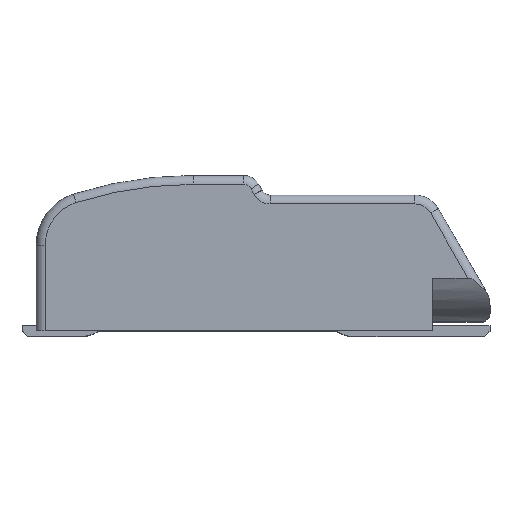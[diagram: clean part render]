
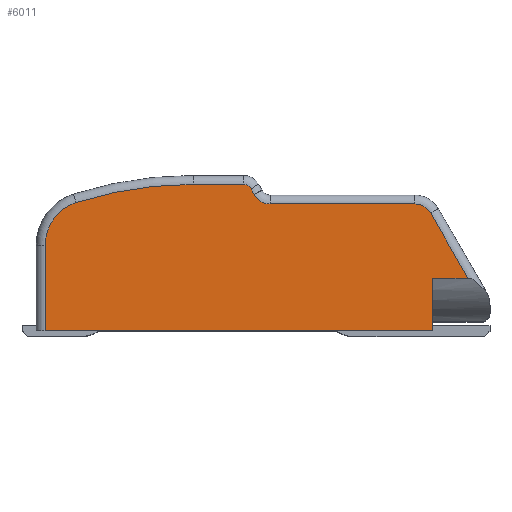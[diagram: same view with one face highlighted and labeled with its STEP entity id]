
A CAD part, top view. The second image highlights one B-rep face of the part: STEP entity #6011.
In plain terms, the highlighted planar face has unit normal (0, 0, 1).
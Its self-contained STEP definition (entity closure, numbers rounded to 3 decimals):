
#208=CIRCLE('',#6311,0.5);
#209=CIRCLE('',#6312,0.5);
#210=CIRCLE('',#6313,0.25);
#211=CIRCLE('',#6314,10.75);
#212=CIRCLE('',#6315,1.25);
#615=ORIENTED_EDGE('',*,*,#1888,.T.);
#616=ORIENTED_EDGE('',*,*,#1889,.T.);
#617=ORIENTED_EDGE('',*,*,#1890,.T.);
#618=ORIENTED_EDGE('',*,*,#1891,.T.);
#619=ORIENTED_EDGE('',*,*,#1892,.T.);
#620=ORIENTED_EDGE('',*,*,#1893,.T.);
#621=ORIENTED_EDGE('',*,*,#1894,.T.);
#622=ORIENTED_EDGE('',*,*,#1895,.T.);
#623=ORIENTED_EDGE('',*,*,#1896,.T.);
#624=ORIENTED_EDGE('',*,*,#1897,.T.);
#625=ORIENTED_EDGE('',*,*,#1898,.T.);
#626=ORIENTED_EDGE('',*,*,#1899,.T.);
#627=ORIENTED_EDGE('',*,*,#1900,.T.);
#1888=EDGE_CURVE('',#2513,#2514,#2899,.T.);
#1889=EDGE_CURVE('',#2514,#2515,#2900,.T.);
#1890=EDGE_CURVE('',#2515,#2516,#2901,.T.);
#1891=EDGE_CURVE('',#2516,#2517,#208,.T.);
#1892=EDGE_CURVE('',#2517,#2518,#2902,.T.);
#1893=EDGE_CURVE('',#2518,#2519,#209,.F.);
#1894=EDGE_CURVE('',#2519,#2520,#2903,.T.);
#1895=EDGE_CURVE('',#2520,#2521,#210,.T.);
#1896=EDGE_CURVE('',#2521,#2522,#2904,.T.);
#1897=EDGE_CURVE('',#2522,#2523,#211,.T.);
#1898=EDGE_CURVE('',#2523,#2524,#212,.T.);
#1899=EDGE_CURVE('',#2524,#2525,#2905,.T.);
#1900=EDGE_CURVE('',#2525,#2513,#2906,.T.);
#2513=VERTEX_POINT('',#8491);
#2514=VERTEX_POINT('',#8492);
#2515=VERTEX_POINT('',#8494);
#2516=VERTEX_POINT('',#8496);
#2517=VERTEX_POINT('',#8498);
#2518=VERTEX_POINT('',#8500);
#2519=VERTEX_POINT('',#8502);
#2520=VERTEX_POINT('',#8504);
#2521=VERTEX_POINT('',#8506);
#2522=VERTEX_POINT('',#8508);
#2523=VERTEX_POINT('',#8510);
#2524=VERTEX_POINT('',#8512);
#2525=VERTEX_POINT('',#8514);
#2899=LINE('',#8490,#3321);
#2900=LINE('',#8493,#3322);
#2901=LINE('',#8495,#3323);
#2902=LINE('',#8499,#3324);
#2903=LINE('',#8503,#3325);
#2904=LINE('',#8507,#3326);
#2905=LINE('',#8513,#3327);
#2906=LINE('',#8515,#3328);
#3321=VECTOR('',#6984,1000.);
#3322=VECTOR('',#6985,1000.);
#3323=VECTOR('',#6986,1000.);
#3324=VECTOR('',#6989,1000.);
#3325=VECTOR('',#6992,1000.);
#3326=VECTOR('',#6995,1000.);
#3327=VECTOR('',#7000,1000.);
#3328=VECTOR('',#7001,1000.);
#3656=EDGE_LOOP('',(#615,#616,#617,#618,#619,#620,#621,#622,#623,#624,#625,
#626,#627));
#3910=FACE_BOUND('',#3656,.T.);
#4141=PLANE('',#6310);
#6011=ADVANCED_FACE('',(#3910),#4141,.T.);
#6310=AXIS2_PLACEMENT_3D('',#8489,#6982,#6983);
#6311=AXIS2_PLACEMENT_3D('',#8497,#6987,#6988);
#6312=AXIS2_PLACEMENT_3D('',#8501,#6990,#6991);
#6313=AXIS2_PLACEMENT_3D('',#8505,#6993,#6994);
#6314=AXIS2_PLACEMENT_3D('',#8509,#6996,#6997);
#6315=AXIS2_PLACEMENT_3D('',#8511,#6998,#6999);
#6982=DIRECTION('',(0.,0.,1.));
#6983=DIRECTION('',(1.,0.,0.));
#6984=DIRECTION('',(0.,1.,0.));
#6985=DIRECTION('',(1.,0.,0.));
#6986=DIRECTION('',(-0.5,0.866,0.));
#6987=DIRECTION('',(0.,0.,1.));
#6988=DIRECTION('',(1.,0.,0.));
#6989=DIRECTION('',(-1.,0.,0.));
#6990=DIRECTION('',(0.,0.,1.));
#6991=DIRECTION('',(1.,0.,0.));
#6992=DIRECTION('',(-0.5,0.866,0.));
#6993=DIRECTION('',(0.,0.,1.));
#6994=DIRECTION('',(1.,0.,0.));
#6995=DIRECTION('',(-1.,0.,0.));
#6996=DIRECTION('',(0.,0.,1.));
#6997=DIRECTION('',(1.,0.,0.));
#6998=DIRECTION('',(0.,0.,1.));
#6999=DIRECTION('',(1.,0.,0.));
#7000=DIRECTION('',(0.,-1.,0.));
#7001=DIRECTION('',(1.,0.,0.));
#8489=CARTESIAN_POINT('',(-11.2,2.4,7.9));
#8490=CARTESIAN_POINT('',(-1.6,0.,7.9));
#8491=CARTESIAN_POINT('',(-1.6,0.,7.9));
#8492=CARTESIAN_POINT('',(-1.6,1.475,7.9));
#8493=CARTESIAN_POINT('',(-1.6,1.475,7.9));
#8494=CARTESIAN_POINT('',(-0.613,1.475,7.9));
#8495=CARTESIAN_POINT('',(-1.667,3.3,7.9));
#8496=CARTESIAN_POINT('',(-1.667,3.3,7.9));
#8497=CARTESIAN_POINT('',(-2.1,3.05,7.9));
#8498=CARTESIAN_POINT('',(-2.1,3.55,7.9));
#8499=CARTESIAN_POINT('',(-6.156,3.55,7.9));
#8500=CARTESIAN_POINT('',(-6.156,3.55,7.9));
#8501=CARTESIAN_POINT('',(-6.156,4.05,7.9));
#8502=CARTESIAN_POINT('',(-6.6,3.819,7.9));
#8503=CARTESIAN_POINT('',(-6.689,3.975,7.9));
#8504=CARTESIAN_POINT('',(-6.689,3.975,7.9));
#8505=CARTESIAN_POINT('',(-6.906,3.85,7.9));
#8506=CARTESIAN_POINT('',(-6.906,4.1,7.9));
#8507=CARTESIAN_POINT('',(-8.311,4.1,7.9));
#8508=CARTESIAN_POINT('',(-8.311,4.1,7.9));
#8509=CARTESIAN_POINT('',(-8.311,-6.65,7.9));
#8510=CARTESIAN_POINT('',(-11.58,3.591,7.9));
#8511=CARTESIAN_POINT('',(-11.2,2.4,7.9));
#8512=CARTESIAN_POINT('',(-12.45,2.4,7.9));
#8513=CARTESIAN_POINT('',(-12.45,0.,7.9));
#8514=CARTESIAN_POINT('',(-12.45,0.,7.9));
#8515=CARTESIAN_POINT('',(-12.7,0.,7.9));
